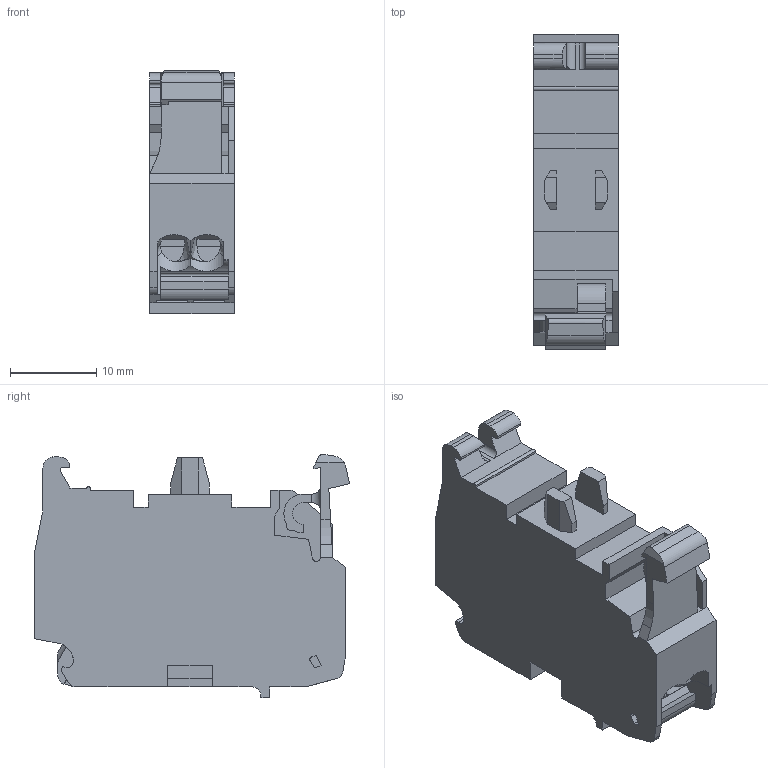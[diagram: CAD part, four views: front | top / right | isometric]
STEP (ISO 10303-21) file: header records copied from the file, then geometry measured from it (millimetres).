
FILE_DESCRIPTION((''),'2;1');
FILE_NAME('800F-Q','2010-02-02T',('MEDavids'),('Rockwell Automation'),'PRO/ENGINEER BY PARAMETRIC TECHNOLOGY CORPORATION, 2007390','PRO/ENGINEER BY PARAMETRIC TECHNOLOGY CORPORATION, 2007390','');
FILE_SCHEMA(('CONFIG_CONTROL_DESIGN'));
Length unit declared in the file: millimetre
Products named in the file (1): 800F-Q
Bounding box: 9.8 x 36.46 x 28.15 mm (x, y, z)
Volume: 6028.6 mm3; surface area: 4324.5 mm2
Topology: 1 solids, 1 shells, 252 faces, 758 edges, 502 vertices
Faces by surface type: plane 191, cylinder 49, bspline 12
Entity records: 9046 total; most frequent: CARTESIAN_POINT 2285, ORIENTED_EDGE 1516, DIRECTION 1244, EDGE_CURVE 758, VECTOR 590, LINE 590, VERTEX_POINT 502, AXIS2_PLACEMENT_3D 327
